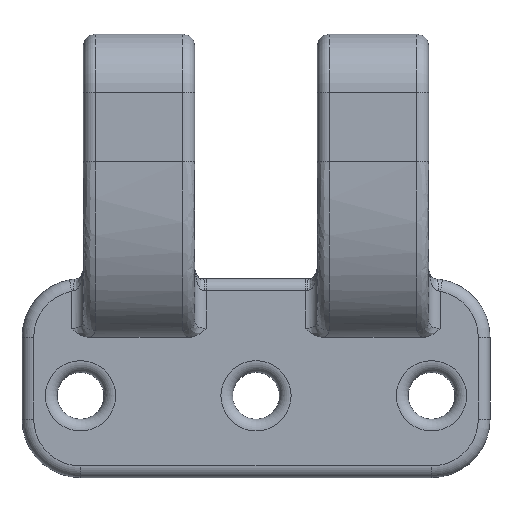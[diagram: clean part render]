
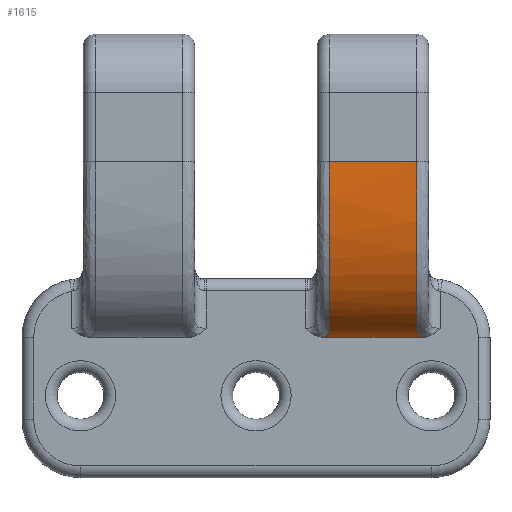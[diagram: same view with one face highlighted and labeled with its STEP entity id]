
A CAD part, front view. The second image highlights one B-rep face of the part: STEP entity #1615.
In plain terms, the highlighted free-form (B-spline) face has degree [2, 1] with [5, 2] control points.
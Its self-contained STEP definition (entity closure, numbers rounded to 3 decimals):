
#49=B_SPLINE_SURFACE_WITH_KNOTS('',2,1,((#3661,#3662),(#3663,#3664),(#3665,
#3666),(#3667,#3668),(#3669,#3670)),.UNSPECIFIED.,.F.,.F.,.F.,(3,2,3),(2,
2),(-1.171,-1.,0.),(1.9,3.19),
 .UNSPECIFIED.);
#116=B_SPLINE_CURVE_WITH_KNOTS('',3,(#3391,#3392,#3393,#3394,#3395,#3396),
 .UNSPECIFIED.,.F.,.F.,(4,2,4),(1.36,1.507,1.507),
 .UNSPECIFIED.);
#118=B_SPLINE_CURVE_WITH_KNOTS('',3,(#3489,#3490,#3491,#3492,#3493,#3494,
#3495),.UNSPECIFIED.,.F.,.F.,(4,1,1,1,4),(0.,0.649,1.081,
1.297,1.513),.UNSPECIFIED.);
#121=B_SPLINE_CURVE_WITH_KNOTS('',3,(#3585,#3586,#3587,#3588,#3589,#3590,
#3591,#3592),.UNSPECIFIED.,.F.,.F.,(4,2,1,1,4),(0.,0.,
0.029,0.059,0.147),.UNSPECIFIED.);
#122=B_SPLINE_CURVE_WITH_KNOTS('',3,(#3630,#3631,#3632,#3633,#3634,#3635,
#3636),.UNSPECIFIED.,.F.,.F.,(4,1,1,1,4),(0.,0.216,0.649,
1.081,1.513),.UNSPECIFIED.);
#183=LINE('',#2462,#250);
#211=LINE('',#3660,#278);
#250=VECTOR('',#1943,10.);
#278=VECTOR('',#2181,10.);
#395=FACE_OUTER_BOUND('',#506,.T.);
#506=EDGE_LOOP('',(#1381,#1382,#1383,#1384,#1385,#1386));
#701=VERTEX_POINT('',#2450);
#702=VERTEX_POINT('',#2461);
#763=VERTEX_POINT('',#3389);
#764=VERTEX_POINT('',#3487);
#770=VERTEX_POINT('',#3583);
#771=VERTEX_POINT('',#3628);
#852=EDGE_CURVE('',#701,#702,#183,.T.);
#966=EDGE_CURVE('',#763,#701,#116,.T.);
#969=EDGE_CURVE('',#764,#763,#118,.T.);
#981=EDGE_CURVE('',#702,#770,#121,.T.);
#983=EDGE_CURVE('',#770,#771,#122,.T.);
#989=EDGE_CURVE('',#771,#764,#211,.T.);
#1381=ORIENTED_EDGE('',*,*,#969,.F.);
#1382=ORIENTED_EDGE('',*,*,#989,.F.);
#1383=ORIENTED_EDGE('',*,*,#983,.F.);
#1384=ORIENTED_EDGE('',*,*,#981,.F.);
#1385=ORIENTED_EDGE('',*,*,#852,.F.);
#1386=ORIENTED_EDGE('',*,*,#966,.F.);
#1615=ADVANCED_FACE('',(#395),#49,.F.);
#1943=DIRECTION('',(-1.,0.,0.));
#2181=DIRECTION('',(1.,0.,0.));
#2450=CARTESIAN_POINT('',(300.209,-363.,295.));
#2461=CARTESIAN_POINT('',(291.791,-363.,295.));
#2462=CARTESIAN_POINT('',(271.25,-363.,295.));
#3389=CARTESIAN_POINT('',(299.75,-364.458,295.575));
#3391=CARTESIAN_POINT('Ctrl Pts',(299.75,-364.458,295.575));
#3392=CARTESIAN_POINT('Ctrl Pts',(299.75,-363.955,295.315));
#3393=CARTESIAN_POINT('Ctrl Pts',(299.902,-363.422,295.12));
#3394=CARTESIAN_POINT('Ctrl Pts',(300.209,-363.003,295.001));
#3395=CARTESIAN_POINT('Ctrl Pts',(300.21,-363.002,295.001));
#3396=CARTESIAN_POINT('Ctrl Pts',(300.211,-363.001,295.));
#3487=CARTESIAN_POINT('',(299.75,-370.,310.));
#3489=CARTESIAN_POINT('Ctrl Pts',(299.75,-370.,310.));
#3490=CARTESIAN_POINT('Ctrl Pts',(299.75,-370.,307.792));
#3491=CARTESIAN_POINT('Ctrl Pts',(299.75,-369.777,304.097));
#3492=CARTESIAN_POINT('Ctrl Pts',(299.75,-368.418,299.652));
#3493=CARTESIAN_POINT('Ctrl Pts',(299.75,-366.549,296.978));
#3494=CARTESIAN_POINT('Ctrl Pts',(299.75,-365.197,295.955));
#3495=CARTESIAN_POINT('Ctrl Pts',(299.75,-364.458,295.575));
#3583=CARTESIAN_POINT('',(292.25,-364.458,295.575));
#3585=CARTESIAN_POINT('Ctrl Pts',(291.789,-363.001,295.001));
#3586=CARTESIAN_POINT('Ctrl Pts',(291.79,-363.002,295.001));
#3587=CARTESIAN_POINT('Ctrl Pts',(291.791,-363.003,295.001));
#3588=CARTESIAN_POINT('Ctrl Pts',(291.852,-363.078,295.023));
#3589=CARTESIAN_POINT('Ctrl Pts',(291.963,-363.261,295.078));
#3590=CARTESIAN_POINT('Ctrl Pts',(292.18,-363.735,295.239));
#3591=CARTESIAN_POINT('Ctrl Pts',(292.25,-364.156,295.419));
#3592=CARTESIAN_POINT('Ctrl Pts',(292.25,-364.458,295.575));
#3628=CARTESIAN_POINT('',(292.25,-370.,310.));
#3630=CARTESIAN_POINT('Ctrl Pts',(292.25,-364.458,295.575));
#3631=CARTESIAN_POINT('Ctrl Pts',(292.25,-365.197,295.955));
#3632=CARTESIAN_POINT('Ctrl Pts',(292.25,-367.228,297.519));
#3633=CARTESIAN_POINT('Ctrl Pts',(292.25,-369.029,301.135));
#3634=CARTESIAN_POINT('Ctrl Pts',(292.25,-369.865,305.574));
#3635=CARTESIAN_POINT('Ctrl Pts',(292.25,-370.,308.528));
#3636=CARTESIAN_POINT('Ctrl Pts',(292.25,-370.,310.));
#3660=CARTESIAN_POINT('',(271.25,-370.,310.));
#3661=CARTESIAN_POINT('Ctrl Pts',(290.25,-360.6,294.314));
#3662=CARTESIAN_POINT('Ctrl Pts',(303.15,-360.6,294.314));
#3663=CARTESIAN_POINT('Ctrl Pts',(290.25,-361.8,294.657));
#3664=CARTESIAN_POINT('Ctrl Pts',(303.15,-361.8,294.657));
#3665=CARTESIAN_POINT('Ctrl Pts',(290.25,-363.,295.));
#3666=CARTESIAN_POINT('Ctrl Pts',(303.15,-363.,295.));
#3667=CARTESIAN_POINT('Ctrl Pts',(290.25,-370.,297.));
#3668=CARTESIAN_POINT('Ctrl Pts',(303.15,-370.,297.));
#3669=CARTESIAN_POINT('Ctrl Pts',(290.25,-370.,310.));
#3670=CARTESIAN_POINT('Ctrl Pts',(303.15,-370.,310.));
